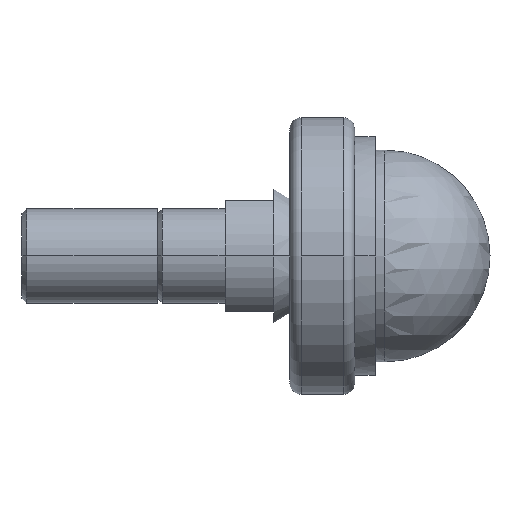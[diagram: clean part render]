
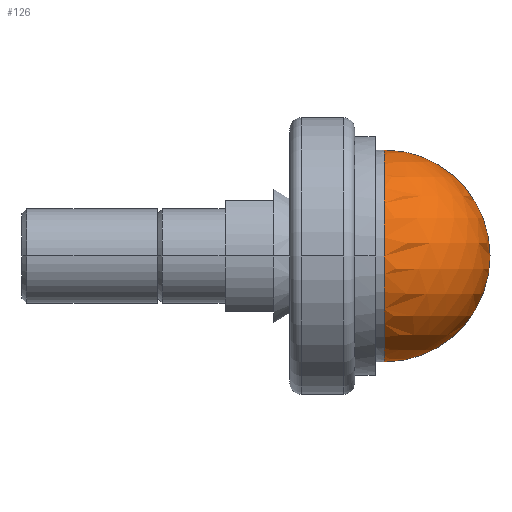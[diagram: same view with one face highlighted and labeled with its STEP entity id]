
A CAD part, left-side view. The second image highlights one B-rep face of the part: STEP entity #126.
In plain terms, the highlighted spherical face has radius 18 mm.
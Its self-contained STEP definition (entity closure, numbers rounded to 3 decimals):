
#126=ADVANCED_FACE('',(#247),#248,.T.);
#247=FACE_OUTER_BOUND('',#400,.T.);
#248=SPHERICAL_SURFACE('',#401,18.0);
#400=EDGE_LOOP('',(#791,#792,#793));
#401=AXIS2_PLACEMENT_3D('',#794,#795,#796);
#791=ORIENTED_EDGE('',*,*,#1041,.T.);
#792=ORIENTED_EDGE('',*,*,#1019,.T.);
#793=ORIENTED_EDGE('',*,*,#1133,.T.);
#794=CARTESIAN_POINT('',(-66.0,0.0,0.));
#795=DIRECTION('',(0.,0.0,-1.0));
#796=DIRECTION('',(-1.0,0.0,0.));
#1019=EDGE_CURVE('',#1189,#1186,#1190,.T.);
#1041=EDGE_CURVE('',#1229,#1189,#1230,.T.);
#1133=EDGE_CURVE('',#1186,#1229,#1378,.T.);
#1186=VERTEX_POINT('',#1460);
#1189=VERTEX_POINT('',#1464);
#1190=CIRCLE('',#1465,18.0);
#1229=VERTEX_POINT('',#1526);
#1230=CIRCLE('',#1527,18.0);
#1378=CIRCLE('',#1725,18.0);
#1460=CARTESIAN_POINT('',(-66.0,-18.0,0.));
#1464=CARTESIAN_POINT('',(-66.0,0.,-18.0));
#1465=AXIS2_PLACEMENT_3D('',#1828,#1829,#1830);
#1526=CARTESIAN_POINT('',(-66.0,0.,18.0));
#1527=AXIS2_PLACEMENT_3D('',#1880,#1881,#1882);
#1725=AXIS2_PLACEMENT_3D('',#2086,#2087,#2088);
#1828=CARTESIAN_POINT('',(-66.0,0.0,0.));
#1829=DIRECTION('',(-1.0,0.0,0.));
#1830=DIRECTION('',(0.0,1.0,0.0));
#1880=CARTESIAN_POINT('',(-66.0,0.0,0.));
#1881=DIRECTION('',(0.,-1.0,0.));
#1882=DIRECTION('',(0.0,0.,1.0));
#2086=CARTESIAN_POINT('',(-66.0,0.0,0.));
#2087=DIRECTION('',(-1.0,0.0,0.));
#2088=DIRECTION('',(0.0,1.0,0.0));
